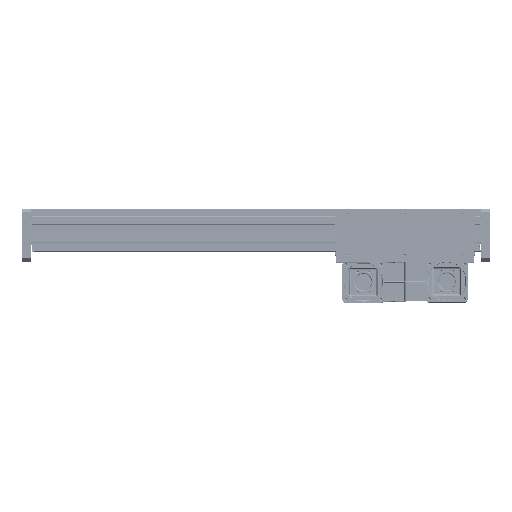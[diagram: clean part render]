
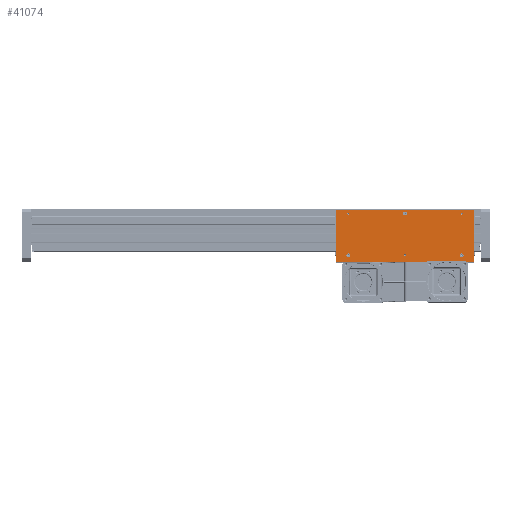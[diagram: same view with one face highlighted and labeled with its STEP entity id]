
A CAD part, top view. The second image highlights one B-rep face of the part: STEP entity #41074.
In plain terms, the highlighted planar face has unit normal (0, 0, 1).
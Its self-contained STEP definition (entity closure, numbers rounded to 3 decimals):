
#36735=CARTESIAN_POINT('',(-1291.5,-40.8,224.7));
#36736=VERTEX_POINT('',#36735);
#36737=CARTESIAN_POINT('',(-1285.0,-40.8,224.7));
#36738=DIRECTION('',(0.0,0.0,-1.0));
#36739=DIRECTION('',(1.0,0.0,0.0));
#36740=AXIS2_PLACEMENT_3D('',#36737,#36738,#36739);
#36741=CIRCLE('',#36740,6.5);
#36742=EDGE_CURVE('',#36736,#36736,#36741,.T.);
#36783=CARTESIAN_POINT('',(-1101.5,99.2,224.7));
#36784=VERTEX_POINT('',#36783);
#36785=CARTESIAN_POINT('',(-1095.0,99.2,224.7));
#36786=DIRECTION('',(0.0,0.0,-1.0));
#36787=DIRECTION('',(1.0,0.0,0.0));
#36788=AXIS2_PLACEMENT_3D('',#36785,#36786,#36787);
#36789=CIRCLE('',#36788,6.5);
#36790=EDGE_CURVE('',#36784,#36784,#36789,.T.);
#36831=CARTESIAN_POINT('',(-1481.5,99.2,224.7));
#36832=VERTEX_POINT('',#36831);
#36833=CARTESIAN_POINT('',(-1475.0,99.2,224.7));
#36834=DIRECTION('',(0.0,0.0,-1.0));
#36835=DIRECTION('',(1.0,0.0,0.0));
#36836=AXIS2_PLACEMENT_3D('',#36833,#36834,#36835);
#36837=CIRCLE('',#36836,6.5);
#36838=EDGE_CURVE('',#36832,#36832,#36837,.T.);
#36885=CARTESIAN_POINT('',(-1478.324,-40.8,224.7));
#36886=VERTEX_POINT('',#36885);
#36887=CARTESIAN_POINT('',(-1475.0,-40.8,224.7));
#36888=DIRECTION('',(0.0,0.0,-1.0));
#36889=DIRECTION('',(-1.0,0.0,0.0));
#36890=AXIS2_PLACEMENT_3D('',#36887,#36888,#36889);
#36891=CIRCLE('',#36890,3.324);
#36892=EDGE_CURVE('',#36886,#36886,#36891,.T.);
#36922=CARTESIAN_POINT('',(-1288.324,99.2,224.7));
#36923=VERTEX_POINT('',#36922);
#36924=CARTESIAN_POINT('',(-1285.0,99.2,224.7));
#36925=DIRECTION('',(0.0,0.0,-1.0));
#36926=DIRECTION('',(-1.0,0.0,0.0));
#36927=AXIS2_PLACEMENT_3D('',#36924,#36925,#36926);
#36928=CIRCLE('',#36927,3.324);
#36929=EDGE_CURVE('',#36923,#36923,#36928,.T.);
#36959=CARTESIAN_POINT('',(-1098.324,-40.8,224.7));
#36960=VERTEX_POINT('',#36959);
#36961=CARTESIAN_POINT('',(-1095.0,-40.8,224.7));
#36962=DIRECTION('',(0.0,0.0,-1.0));
#36963=DIRECTION('',(-1.0,0.0,0.0));
#36964=AXIS2_PLACEMENT_3D('',#36961,#36962,#36963);
#36965=CIRCLE('',#36964,3.324);
#36966=EDGE_CURVE('',#36960,#36960,#36965,.T.);
#39054=CARTESIAN_POINT('',(-1055.0,122.2,224.7));
#39055=VERTEX_POINT('',#39054);
#39062=CARTESIAN_POINT('',(-1055.0,-52.8,224.7));
#39063=VERTEX_POINT('',#39062);
#39064=CARTESIAN_POINT('',(-1055.0,122.2,224.7));
#39065=DIRECTION('',(0.0,-1.0,0.0));
#39066=VECTOR('',#39065,175.);
#39067=LINE('',#39064,#39066);
#39068=EDGE_CURVE('',#39055,#39063,#39067,.T.);
#39806=CARTESIAN_POINT('',(-1515.0,-52.8,224.7));
#39807=VERTEX_POINT('',#39806);
#39808=CARTESIAN_POINT('',(-1055.0,-52.8,224.7));
#39809=DIRECTION('',(-1.0,0.0,0.0));
#39810=VECTOR('',#39809,460.0);
#39811=LINE('',#39808,#39810);
#39812=EDGE_CURVE('',#39063,#39807,#39811,.T.);
#40055=CARTESIAN_POINT('',(-1515.0,122.2,224.7));
#40056=VERTEX_POINT('',#40055);
#40057=CARTESIAN_POINT('',(-1515.0,-52.8,224.7));
#40058=DIRECTION('',(0.0,1.0,0.0));
#40059=VECTOR('',#40058,175.0);
#40060=LINE('',#40057,#40059);
#40061=EDGE_CURVE('',#39807,#40056,#40060,.T.);
#40502=CARTESIAN_POINT('',(-1515.0,122.2,224.7));
#40503=DIRECTION('',(1.0,0.0,0.0));
#40504=VECTOR('',#40503,460.0);
#40505=LINE('',#40502,#40504);
#40506=EDGE_CURVE('',#40056,#39055,#40505,.T.);
#41045=CARTESIAN_POINT('',(-1285.0,34.7,224.7));
#41046=DIRECTION('',(0.0,0.0,1.0));
#41047=DIRECTION('',(-1.0,0.0,0.0));
#41048=AXIS2_PLACEMENT_3D('',#41045,#41046,#41047);
#41049=PLANE('',#41048);
#41050=ORIENTED_EDGE('',*,*,#40506,.F.);
#41051=ORIENTED_EDGE('',*,*,#40061,.F.);
#41052=ORIENTED_EDGE('',*,*,#39812,.F.);
#41053=ORIENTED_EDGE('',*,*,#39068,.F.);
#41054=EDGE_LOOP('',(#41050,#41051,#41052,#41053));
#41055=FACE_OUTER_BOUND('',#41054,.T.);
#41056=ORIENTED_EDGE('',*,*,#36742,.T.);
#41057=EDGE_LOOP('',(#41056));
#41058=FACE_BOUND('',#41057,.T.);
#41059=ORIENTED_EDGE('',*,*,#36790,.T.);
#41060=EDGE_LOOP('',(#41059));
#41061=FACE_BOUND('',#41060,.T.);
#41062=ORIENTED_EDGE('',*,*,#36838,.T.);
#41063=EDGE_LOOP('',(#41062));
#41064=FACE_BOUND('',#41063,.T.);
#41065=ORIENTED_EDGE('',*,*,#36892,.T.);
#41066=EDGE_LOOP('',(#41065));
#41067=FACE_BOUND('',#41066,.T.);
#41068=ORIENTED_EDGE('',*,*,#36929,.T.);
#41069=EDGE_LOOP('',(#41068));
#41070=FACE_BOUND('',#41069,.T.);
#41071=ORIENTED_EDGE('',*,*,#36966,.T.);
#41072=EDGE_LOOP('',(#41071));
#41073=FACE_BOUND('',#41072,.T.);
#41074=ADVANCED_FACE('',(#41055,#41058,#41061,#41064,#41067,#41070,#41073),#41049,.T.);
